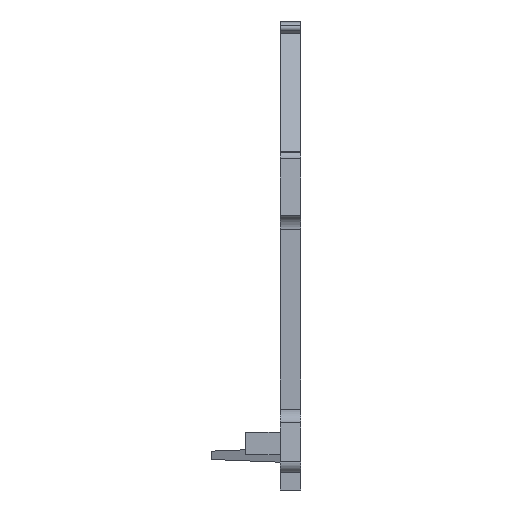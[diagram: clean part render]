
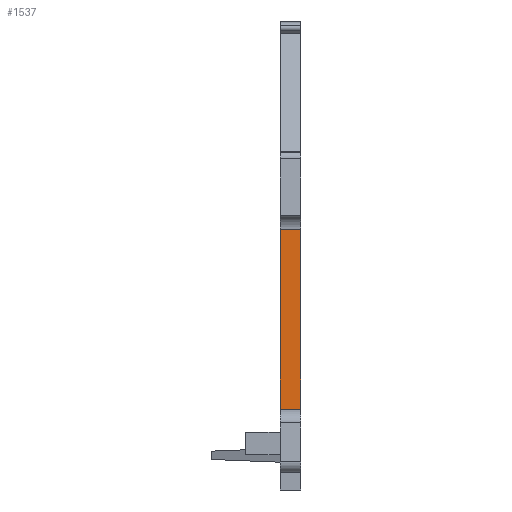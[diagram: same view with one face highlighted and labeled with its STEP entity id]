
A CAD part, front view. The second image highlights one B-rep face of the part: STEP entity #1537.
In plain terms, the highlighted planar face has unit normal (0, -1, 0).
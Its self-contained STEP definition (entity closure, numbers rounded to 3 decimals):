
#1524=AXIS2_PLACEMENT_3D('Plane Axis2P3D',#1521,#1522,#1523) ;
#1141=CARTESIAN_POINT('Vertex',(6.5,6.3,18.85)) ;
#1144=CARTESIAN_POINT('Line Origine',(6.5,6.3,12.35)) ;
#1148=CARTESIAN_POINT('Vertex',(6.5,6.3,5.85)) ;
#1302=CARTESIAN_POINT('Vertex',(5.,6.3,5.85)) ;
#1305=CARTESIAN_POINT('Line Origine',(5.,6.3,12.35)) ;
#1309=CARTESIAN_POINT('Vertex',(5.,6.3,18.85)) ;
#1509=CARTESIAN_POINT('Line Origine',(2.5,6.3,18.85)) ;
#1521=CARTESIAN_POINT('Axis2P3D Location',(6.5,6.3,5.85)) ;
#1526=CARTESIAN_POINT('Line Origine',(5.75,6.3,5.85)) ;
#1145=DIRECTION('Vector Direction',(0.,0.,1.)) ;
#1306=DIRECTION('Vector Direction',(0.,0.,1.)) ;
#1510=DIRECTION('Vector Direction',(1.,0.,0.)) ;
#1522=DIRECTION('Axis2P3D Direction',(0.,-1.,0.)) ;
#1523=DIRECTION('Axis2P3D XDirection',(0.,0.,1.)) ;
#1527=DIRECTION('Vector Direction',(-1.,0.,0.)) ;
#1146=VECTOR('Line Direction',#1145,1.) ;
#1307=VECTOR('Line Direction',#1306,1.) ;
#1511=VECTOR('Line Direction',#1510,1.) ;
#1528=VECTOR('Line Direction',#1527,1.) ;
#1532=ORIENTED_EDGE('',*,*,#1530,.F.) ;
#1533=ORIENTED_EDGE('',*,*,#1150,.T.) ;
#1534=ORIENTED_EDGE('',*,*,#1513,.T.) ;
#1535=ORIENTED_EDGE('',*,*,#1311,.F.) ;
#1537=ADVANCED_FACE('Koerper.2',(#1536),#1525,.T.) ;
#1150=EDGE_CURVE('',#1149,#1142,#1147,.T.) ;
#1311=EDGE_CURVE('',#1303,#1310,#1308,.T.) ;
#1513=EDGE_CURVE('',#1142,#1310,#1512,.F.) ;
#1530=EDGE_CURVE('',#1149,#1303,#1529,.T.) ;
#1531=EDGE_LOOP('',(#1532,#1533,#1534,#1535)) ;
#1536=FACE_OUTER_BOUND('',#1531,.T.) ;
#1147=LINE('Line',#1144,#1146) ;
#1308=LINE('Line',#1305,#1307) ;
#1512=LINE('Line',#1509,#1511) ;
#1529=LINE('Line',#1526,#1528) ;
#1525=PLANE('',#1524) ;
#1142=VERTEX_POINT('',#1141) ;
#1149=VERTEX_POINT('',#1148) ;
#1303=VERTEX_POINT('',#1302) ;
#1310=VERTEX_POINT('',#1309) ;
